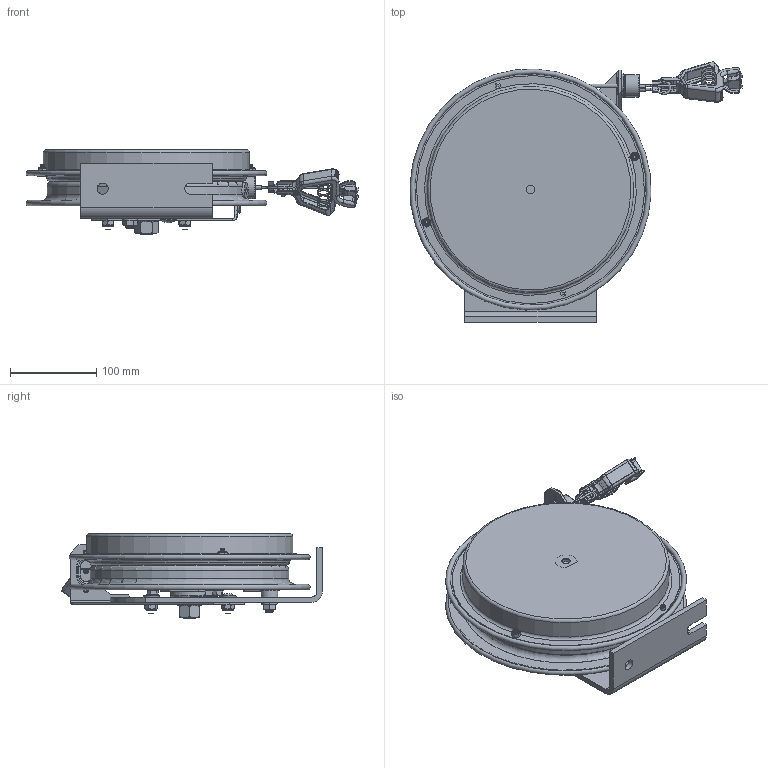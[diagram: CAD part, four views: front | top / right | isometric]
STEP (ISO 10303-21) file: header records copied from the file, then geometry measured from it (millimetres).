
FILE_DESCRIPTION(/* description */ (''),/* implementation_level */ '2;1');
FILE_NAME(/* name */ 'EZ-SD-35-1_SHARED.stp',/* time_stamp */ '2020-02-05T15:02:45-07:00',/* author */ ('NMelton'),/* organization */ (''),/* preprocessor_version */ 'ST-DEVELOPER v17',/* originating_system */ 'Autodesk Inventor 2019',/* authorisation */ '');
FILE_SCHEMA (('AUTOMOTIVE_DESIGN { 1 0 10303 214 3 1 1 }'));
Products named in the file (1): EZ-SD-35-1_SHARED
Bounding box: 384.63 x 302.09 x 97.98 mm (x, y, z)
Surface area: 520414.3 mm2 (no closed solid volume)
Topology: 0 solids, 87 shells, 1627 faces, 5505 edges, 3864 vertices
Faces by surface type: plane 645, bspline 424, cylinder 355, cone 97, torus 93, sphere 13
Full cylindrical faces by diameter (mm): 1.778 x1, 2.381 x5, 2.383 x2, 2.54 x1, 2.794 x1, 3.048 x1, 3.967 x1, 3.969 x1, 4.191 x1, 4.572 x1, 4.699 x2, 4.826 x1, 4.978 x1, 5.563 x4, 5.842 x1, 7.925 x1, 7.938 x1, 9.906 x1, 10.16 x2, 11.227 x2, 12.192 x3, 12.7 x2, 14.224 x1, 15.875 x1, 17.399 x1, 19.05 x3, 26.162 x1, 28.575 x1, 44.044 x1, 239.014 x1
Entity records: 71697 total; most frequent: CARTESIAN_POINT 25734, ORIENTED_EDGE 9154, DIRECTION 7931, EDGE_CURVE 5502, VERTEX_POINT 3864, AXIS2_PLACEMENT_3D 2645, LINE 2641, VECTOR 2641
